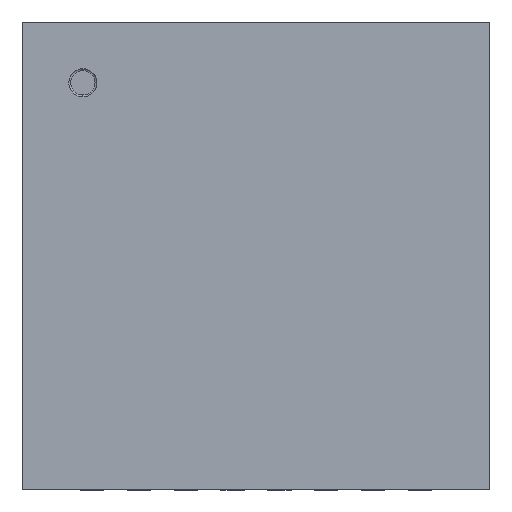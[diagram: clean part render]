
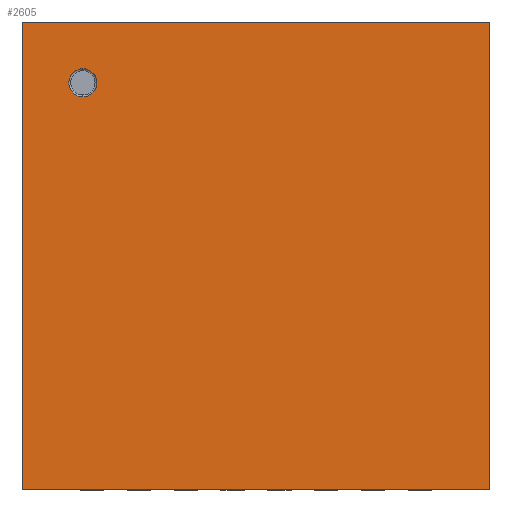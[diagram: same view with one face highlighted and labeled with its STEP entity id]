
A CAD part, top view. The second image highlights one B-rep face of the part: STEP entity #2605.
In plain terms, the highlighted planar face has unit normal (0, 0, 1).
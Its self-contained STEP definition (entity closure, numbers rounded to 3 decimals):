
#35 = VERTEX_POINT('',#36);
#36 = CARTESIAN_POINT('',(-1.85,1.7,0.945));
#43 = EDGE_CURVE('',#44,#35,#46,.T.);
#44 = VERTEX_POINT('',#45);
#45 = CARTESIAN_POINT('',(-1.85,2.,0.945));
#46 = CIRCLE('',#47,0.15);
#47 = AXIS2_PLACEMENT_3D('',#48,#49,#50);
#48 = CARTESIAN_POINT('',(-1.85,1.85,0.945));
#49 = DIRECTION('',(0.,0.,1.));
#50 = DIRECTION('',(0.,-1.,0.));
#1948 = VERTEX_POINT('',#1949);
#1949 = CARTESIAN_POINT('',(2.5,2.5,0.945));
#1955 = EDGE_CURVE('',#1956,#1948,#1958,.T.);
#1956 = VERTEX_POINT('',#1957);
#1957 = CARTESIAN_POINT('',(2.5,-2.5,0.945));
#1958 = LINE('',#1959,#1960);
#1959 = CARTESIAN_POINT('',(2.5,2.5,0.945));
#1960 = VECTOR('',#1961,1.);
#1961 = DIRECTION('',(0.,1.,0.));
#2163 = VERTEX_POINT('',#2164);
#2164 = CARTESIAN_POINT('',(-2.5,2.5,0.945));
#2170 = EDGE_CURVE('',#1948,#2163,#2171,.T.);
#2171 = LINE('',#2172,#2173);
#2172 = CARTESIAN_POINT('',(-2.5,2.5,0.945));
#2173 = VECTOR('',#2174,1.);
#2174 = DIRECTION('',(-1.,0.,0.));
#2371 = EDGE_CURVE('',#2372,#1956,#2374,.T.);
#2372 = VERTEX_POINT('',#2373);
#2373 = CARTESIAN_POINT('',(-2.5,-2.5,0.945));
#2374 = LINE('',#2375,#2376);
#2375 = CARTESIAN_POINT('',(-2.5,-2.5,0.945));
#2376 = VECTOR('',#2377,1.);
#2377 = DIRECTION('',(1.,0.,0.));
#2426 = EDGE_CURVE('',#2163,#2372,#2427,.T.);
#2427 = LINE('',#2428,#2429);
#2428 = CARTESIAN_POINT('',(-2.5,2.5,0.945));
#2429 = VECTOR('',#2430,1.);
#2430 = DIRECTION('',(0.,-1.,0.));
#2605 = ADVANCED_FACE('',(#2606,#2616),#2622,.T.);
#2606 = FACE_BOUND('',#2607,.T.);
#2607 = EDGE_LOOP('',(#2608,#2615));
#2608 = ORIENTED_EDGE('',*,*,#2609,.F.);
#2609 = EDGE_CURVE('',#35,#44,#2610,.T.);
#2610 = CIRCLE('',#2611,0.15);
#2611 = AXIS2_PLACEMENT_3D('',#2612,#2613,#2614);
#2612 = CARTESIAN_POINT('',(-1.85,1.85,0.945));
#2613 = DIRECTION('',(0.,0.,1.));
#2614 = DIRECTION('',(0.,-1.,0.));
#2615 = ORIENTED_EDGE('',*,*,#43,.F.);
#2616 = FACE_BOUND('',#2617,.T.);
#2617 = EDGE_LOOP('',(#2618,#2619,#2620,#2621));
#2618 = ORIENTED_EDGE('',*,*,#1955,.T.);
#2619 = ORIENTED_EDGE('',*,*,#2170,.T.);
#2620 = ORIENTED_EDGE('',*,*,#2426,.T.);
#2621 = ORIENTED_EDGE('',*,*,#2371,.T.);
#2622 = PLANE('',#2623);
#2623 = AXIS2_PLACEMENT_3D('',#2624,#2625,#2626);
#2624 = CARTESIAN_POINT('',(0.,0.,
    0.945));
#2625 = DIRECTION('',(0.,0.,1.));
#2626 = DIRECTION('',(0.,-1.,0.));
